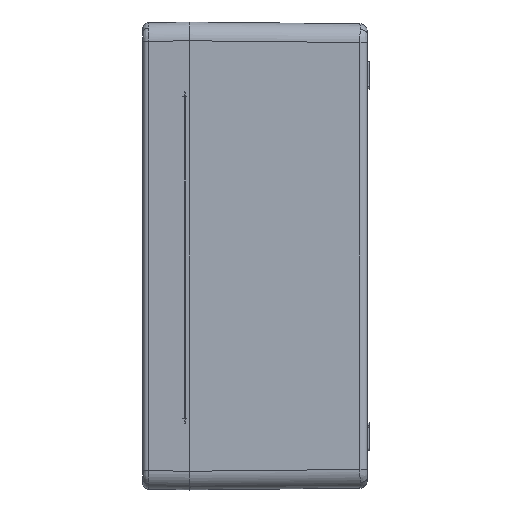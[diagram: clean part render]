
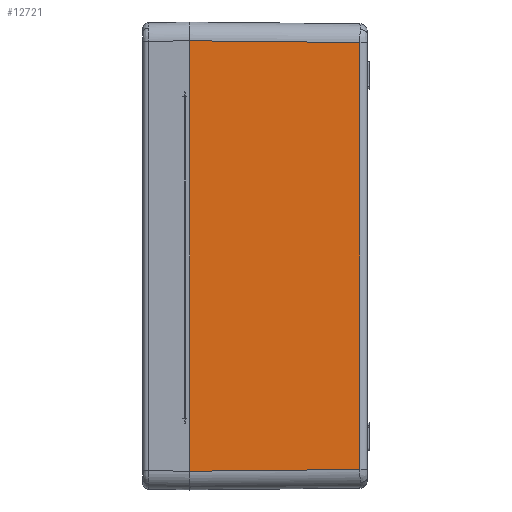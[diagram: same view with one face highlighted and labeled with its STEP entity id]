
A CAD part, left-side view. The second image highlights one B-rep face of the part: STEP entity #12721.
In plain terms, the highlighted planar face has unit normal (-1, -0.011, 0).
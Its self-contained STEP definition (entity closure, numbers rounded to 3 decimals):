
#1103=LINE('',#29794,#1759);
#1200=LINE('',#31162,#1856);
#1201=LINE('',#31163,#1857);
#1202=LINE('',#31164,#1858);
#1759=VECTOR('',#16730,1000.);
#1856=VECTOR('',#16935,1000.);
#1857=VECTOR('',#16936,1000.);
#1858=VECTOR('',#16937,1000.);
#2138=PLANE('',#14041);
#2935=FACE_OUTER_BOUND('',#3861,.T.);
#3861=EDGE_LOOP('',(#10652,#10653,#10654,#10655));
#5945=VERTEX_POINT('',#29350);
#6040=VERTEX_POINT('',#29792);
#6041=VERTEX_POINT('',#29793);
#6149=VERTEX_POINT('',#31161);
#7588=EDGE_CURVE('',#6040,#6041,#1103,.T.);
#7755=EDGE_CURVE('',#6040,#6149,#1200,.T.);
#7756=EDGE_CURVE('',#6149,#5945,#1201,.T.);
#7757=EDGE_CURVE('',#5945,#6041,#1202,.T.);
#10652=ORIENTED_EDGE('',*,*,#7755,.T.);
#10653=ORIENTED_EDGE('',*,*,#7756,.T.);
#10654=ORIENTED_EDGE('',*,*,#7757,.T.);
#10655=ORIENTED_EDGE('',*,*,#7588,.F.);
#12721=ADVANCED_FACE('',(#2935),#2138,.T.);
#14041=AXIS2_PLACEMENT_3D('',#31160,#16933,#16934);
#16730=DIRECTION('',(0.,0.,1.));
#16933=DIRECTION('center_axis',(-1.,-0.01,
0.));
#16934=DIRECTION('ref_axis',(0.01,-1.,0.));
#16935=DIRECTION('',(0.01,-1.,0.01));
#16936=DIRECTION('',(0.,0.,1.));
#16937=DIRECTION('',(-0.01,1.,0.01));
#29350=CARTESIAN_POINT('',(-199.02,-91.542,114.021));
#29792=CARTESIAN_POINT('',(-199.974,-0.5,-114.974));
#29793=CARTESIAN_POINT('',(-199.974,-0.5,114.974));
#29794=CARTESIAN_POINT('',(-199.974,-0.5,-125.));
#31160=CARTESIAN_POINT('Origin',(-200.,2.,-125.));
#31161=CARTESIAN_POINT('',(-199.02,-91.542,-114.021));
#31162=CARTESIAN_POINT('',(-200.001,2.105,-115.002));
#31163=CARTESIAN_POINT('',(-199.02,-91.542,113.979));
#31164=CARTESIAN_POINT('',(-199.974,-0.513,114.974));
